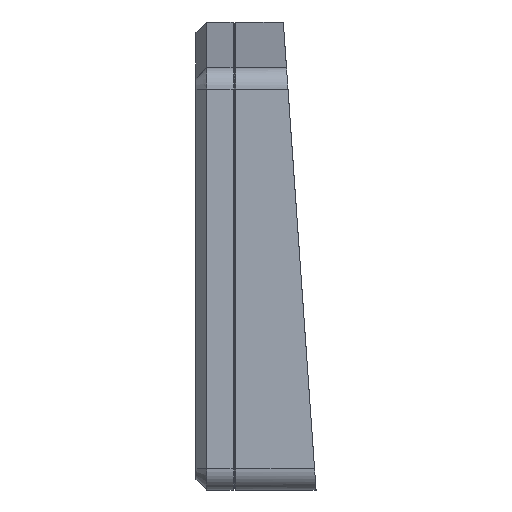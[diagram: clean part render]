
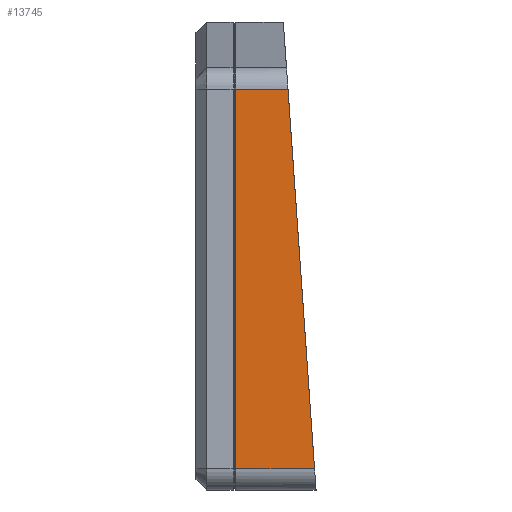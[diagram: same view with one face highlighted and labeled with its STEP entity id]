
A CAD part, left-side view. The second image highlights one B-rep face of the part: STEP entity #13745.
In plain terms, the highlighted planar face has unit normal (-1, 0, 0).
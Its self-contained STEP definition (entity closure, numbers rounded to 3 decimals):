
#222 = CARTESIAN_POINT ( 'NONE',  ( -124.203, -18.836, -44.575 ) ) ;
#2327 = ORIENTED_EDGE ( 'NONE', *, *, #24786, .T. ) ;
#3380 = ORIENTED_EDGE ( 'NONE', *, *, #17818, .T. ) ;
#3504 = LINE ( 'NONE', #13858, #22012 ) ;
#3834 = CARTESIAN_POINT ( 'NONE',  ( -124.203, -0.3, -44.575 ) ) ;
#4773 = LINE ( 'NONE', #7202, #25167 ) ;
#7202 = CARTESIAN_POINT ( 'NONE',  ( -124.203, 9., -44.575 ) ) ;
#8542 = VERTEX_POINT ( 'NONE', #9896 ) ;
#9896 = CARTESIAN_POINT ( 'NONE',  ( -124.203, -0.3, -44.575 ) ) ;
#10111 = LINE ( 'NONE', #20639, #23709 ) ;
#10513 = CARTESIAN_POINT ( 'NONE',  ( -124.203, 9., -49.575 ) ) ;
#13084 = FACE_OUTER_BOUND ( 'NONE', #13946, .T. ) ;
#13745 = ADVANCED_FACE ( 'NONE', ( #13084 ), #16020, .F. ) ;
#13858 = CARTESIAN_POINT ( 'NONE',  ( -124.203, -13.922, 25.687 ) ) ;
#13946 = EDGE_LOOP ( 'NONE', ( #3380, #25307, #2327, #27131 ) ) ;
#14505 = CARTESIAN_POINT ( 'NONE',  ( -124.203, -12.602, 44.575 ) ) ;
#16020 = PLANE ( 'NONE',  #17105 ) ;
#17105 = AXIS2_PLACEMENT_3D ( 'NONE', #10513, #18608, #33901 ) ;
#17128 = DIRECTION ( 'NONE',  ( 0., 0., -1. ) ) ;
#17818 = EDGE_CURVE ( 'NONE', #20448, #31936, #10111, .T. ) ;
#18608 = DIRECTION ( 'NONE',  ( 1., 0., 0. ) ) ;
#19193 = LINE ( 'NONE', #3834, #27362 ) ;
#19205 = DIRECTION ( 'NONE',  ( 0., -0.07, -0.998 ) ) ;
#20448 = VERTEX_POINT ( 'NONE', #14505 ) ;
#20639 = CARTESIAN_POINT ( 'NONE',  ( -124.203, 9., 44.575 ) ) ;
#22012 = VECTOR ( 'NONE', #19205, 1000. ) ;
#22590 = CARTESIAN_POINT ( 'NONE',  ( -124.203, -0.3, 44.575 ) ) ;
#23709 = VECTOR ( 'NONE', #31106, 1000. ) ;
#24786 = EDGE_CURVE ( 'NONE', #8542, #32403, #4773, .T. ) ;
#25167 = VECTOR ( 'NONE', #33545, 1000. ) ;
#25307 = ORIENTED_EDGE ( 'NONE', *, *, #28105, .T. ) ;
#27131 = ORIENTED_EDGE ( 'NONE', *, *, #31316, .F. ) ;
#27362 = VECTOR ( 'NONE', #17128, 1000. ) ;
#28105 = EDGE_CURVE ( 'NONE', #31936, #8542, #19193, .T. ) ;
#31106 = DIRECTION ( 'NONE',  ( 0., 1., 0. ) ) ;
#31316 = EDGE_CURVE ( 'NONE', #20448, #32403, #3504, .T. ) ;
#31936 = VERTEX_POINT ( 'NONE', #22590 ) ;
#32403 = VERTEX_POINT ( 'NONE', #222 ) ;
#33545 = DIRECTION ( 'NONE',  ( 0., -1., 0. ) ) ;
#33901 = DIRECTION ( 'NONE',  ( 0., 0., -1. ) ) ;
